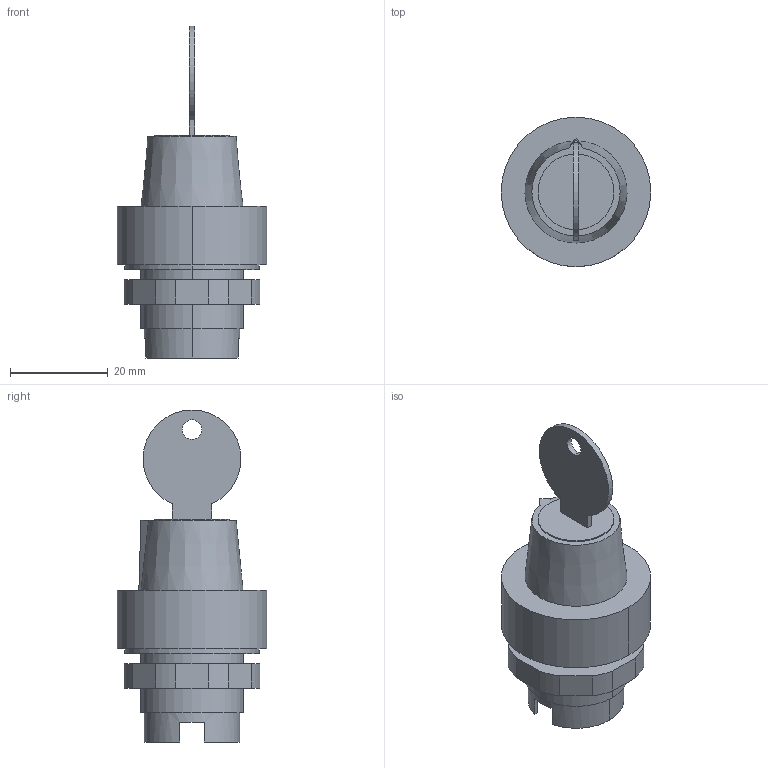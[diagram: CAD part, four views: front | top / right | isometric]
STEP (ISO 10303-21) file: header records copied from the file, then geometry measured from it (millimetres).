
FILE_DESCRIPTION((''),'2;1');
FILE_NAME('3d_LPCS340R3433E.stp','2012-10-03T10:26:24',(''),(''),'Mechanical Desktop 2011','Mechanical Desktop 2011',', , ');
FILE_SCHEMA(('CONFIG_CONTROL_DESIGN'));
Length unit declared in the file: millimetre
Products named in the file (1): Product
Bounding box: 30.54 x 30.54 x 67.8 mm (x, y, z)
Volume: 20359 mm3; surface area: 7598.3 mm2
Topology: 4 solids, 4 shells, 59 faces, 145 edges, 98 vertices
Faces by surface type: plane 33, cylinder 25, cone 1
Entity records: 1864 total; most frequent: DIRECTION 321, CARTESIAN_POINT 311, ORIENTED_EDGE 290, EDGE_CURVE 145, AXIS2_PLACEMENT_3D 120, VERTEX_POINT 98, VECTOR 81, LINE 81
